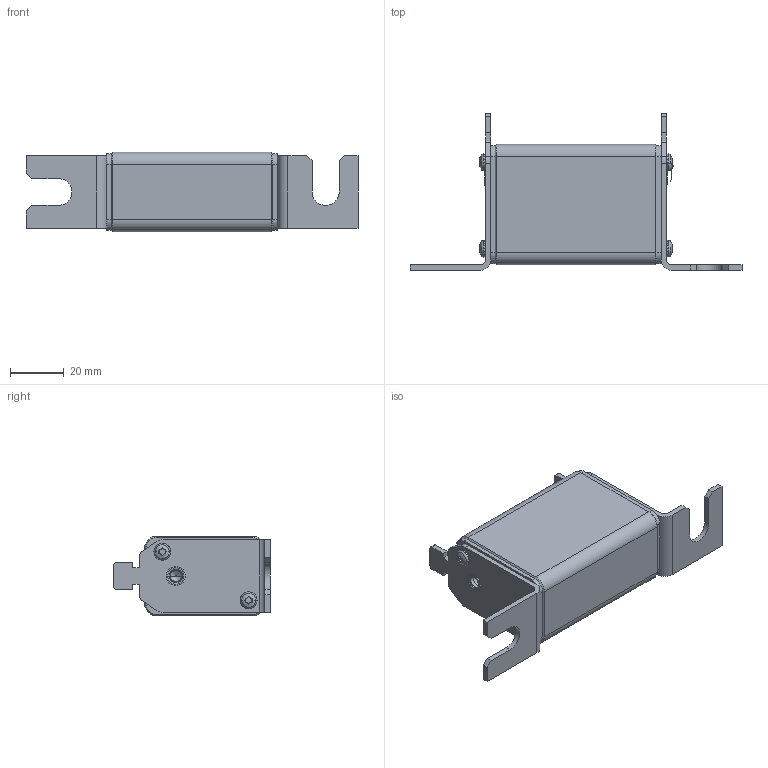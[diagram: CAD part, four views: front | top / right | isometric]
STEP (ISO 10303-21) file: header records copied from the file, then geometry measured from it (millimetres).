
FILE_DESCRIPTION((''),'2;1');
FILE_NAME('004332101_NHS0_97_UQ_ASM-2_ASM','2025-03-19T13:50:50',('klemen.sitar'),('Audax d.o.o.'),'CREO PARAMETRIC BY PTC INC, 2021304','CREO PARAMETRIC BY PTC INC, 2021304','');
FILE_SCHEMA(('AP242_MANAGED_MODEL_BASED_3D_ENGINEERING_MIM_LF { 1 0 10303 442 1 1 4 }'));
Length unit declared in the file: millimetre
Products named in the file (9): 0000023540_5; MEDLEGA_2; 0000033166_2; 0000033162_2; 0000031297_1; 0000002790_7; 0000011586_1; 0000011580_1; 004332101_NHS0_97_UQ_ASM-2_ASM
Assembly tree (12 placements, depth 2):
  004332101_NHS0_97_UQ_ASM-2_ASM
    0000023540_5
    MEDLEGA_2  x2
    0000033166_2
    0000033162_2
    0000031297_1  x4
    0000002790_7
    0000011586_1
    0000011580_1
Bounding box: 123 x 58 x 29.5 mm (x, y, z)
Volume: 57753.4 mm3; surface area: 31480.3 mm2
Topology: 12 solids, 24 shells, 788 faces, 2069 edges, 1302 vertices
Faces by surface type: plane 340, cylinder 333, cone 64, torus 32, bspline 11, sphere 8
Entity records: 20598 total; most frequent: CARTESIAN_POINT 3439, DIRECTION 2753, ORIENTED_EDGE 2534, EDGE_CURVE 1285, PRESENTATION_STYLE_ASSIGNMENT 1226, STYLED_ITEM 1223, CURVE_STYLE 1165, AXIS2_PLACEMENT_3D 1029
